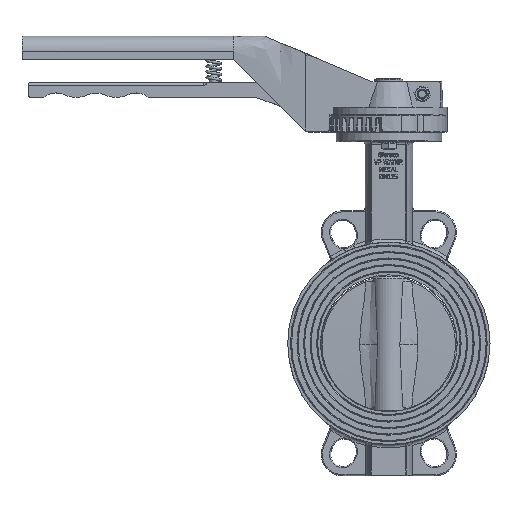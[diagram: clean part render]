
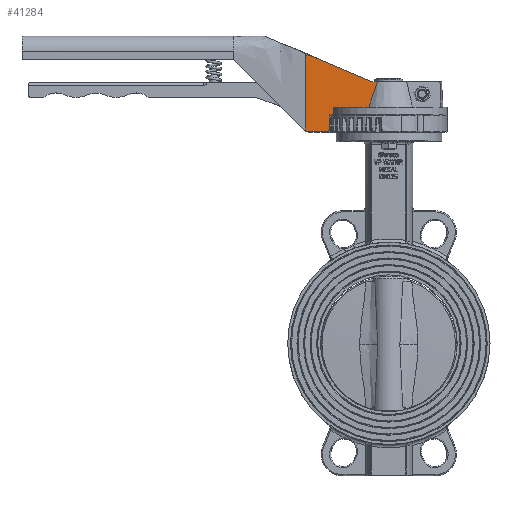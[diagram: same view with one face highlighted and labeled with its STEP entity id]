
A CAD part, top view. The second image highlights one B-rep face of the part: STEP entity #41284.
In plain terms, the highlighted planar face has unit normal (0, 0, 1).
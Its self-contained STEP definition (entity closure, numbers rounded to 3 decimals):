
#117=(
BOUNDED_CURVE()
B_SPLINE_CURVE(2,(#94222,#94223,#94224),.UNSPECIFIED.,.F.,.F.)
B_SPLINE_CURVE_WITH_KNOTS((3,3),(9.616,11.523),
 .UNSPECIFIED.)
CURVE()
GEOMETRIC_REPRESENTATION_ITEM()
RATIONAL_B_SPLINE_CURVE((1.266,1.207,1.116))
REPRESENTATION_ITEM('')
);
#3034=CIRCLE('',#45037,1.5);
#5424=FACE_OUTER_BOUND('',#7853,.T.);
#7853=EDGE_LOOP('',(#33487,#33488,#33489,#33490,#33491,#33492,#33493,#33494,
#33495,#33496,#33497));
#10324=LINE('',#92537,#13178);
#10463=LINE('',#94168,#13317);
#10466=LINE('',#94186,#13320);
#10470=LINE('',#94195,#13324);
#10479=LINE('',#94247,#13333);
#10480=LINE('',#94250,#13334);
#10481=LINE('',#94252,#13335);
#10482=LINE('',#94254,#13336);
#10483=LINE('',#94255,#13337);
#13178=VECTOR('',#53978,1000.);
#13317=VECTOR('',#54253,1000.);
#13320=VECTOR('',#54262,1000.);
#13324=VECTOR('',#54268,1000.);
#13333=VECTOR('',#54299,1000.);
#13334=VECTOR('',#54302,1000.);
#13335=VECTOR('',#54303,1000.);
#13336=VECTOR('',#54304,1000.);
#13337=VECTOR('',#54305,10.);
#17722=VERTEX_POINT('',#92526);
#17727=VERTEX_POINT('',#92535);
#17911=VERTEX_POINT('',#94165);
#17912=VERTEX_POINT('',#94167);
#17917=VERTEX_POINT('',#94192);
#17918=VERTEX_POINT('',#94194);
#17933=VERTEX_POINT('',#94245);
#17934=VERTEX_POINT('',#94246);
#17935=VERTEX_POINT('',#94248);
#17936=VERTEX_POINT('',#94251);
#17937=VERTEX_POINT('',#94253);
#23034=EDGE_CURVE('',#17722,#17727,#10324,.T.);
#23251=EDGE_CURVE('',#17912,#17911,#10463,.T.);
#23257=EDGE_CURVE('',#17911,#17722,#10466,.T.);
#23261=EDGE_CURVE('',#17918,#17917,#10470,.T.);
#23275=EDGE_CURVE('',#17918,#17727,#117,.T.);
#23281=EDGE_CURVE('',#17933,#17934,#10479,.T.);
#23282=EDGE_CURVE('',#17933,#17935,#3034,.T.);
#23283=EDGE_CURVE('',#17935,#17912,#10480,.T.);
#23284=EDGE_CURVE('',#17917,#17936,#10481,.T.);
#23285=EDGE_CURVE('',#17936,#17937,#10482,.T.);
#23286=EDGE_CURVE('',#17937,#17934,#10483,.T.);
#33487=ORIENTED_EDGE('',*,*,#23281,.F.);
#33488=ORIENTED_EDGE('',*,*,#23282,.T.);
#33489=ORIENTED_EDGE('',*,*,#23283,.T.);
#33490=ORIENTED_EDGE('',*,*,#23251,.T.);
#33491=ORIENTED_EDGE('',*,*,#23257,.T.);
#33492=ORIENTED_EDGE('',*,*,#23034,.T.);
#33493=ORIENTED_EDGE('',*,*,#23275,.F.);
#33494=ORIENTED_EDGE('',*,*,#23261,.T.);
#33495=ORIENTED_EDGE('',*,*,#23284,.T.);
#33496=ORIENTED_EDGE('',*,*,#23285,.T.);
#33497=ORIENTED_EDGE('',*,*,#23286,.T.);
#36884=PLANE('',#45036);
#41284=ADVANCED_FACE('',(#5424),#36884,.F.);
#45036=AXIS2_PLACEMENT_3D('',#94244,#54297,#54298);
#45037=AXIS2_PLACEMENT_3D('',#94249,#54300,#54301);
#53978=DIRECTION('',(1.,0.,0.));
#54253=DIRECTION('',(1.,0.,0.));
#54262=DIRECTION('',(0.,1.,0.));
#54268=DIRECTION('',(-1.,0.,0.));
#54297=DIRECTION('center_axis',(0.,0.,-1.));
#54298=DIRECTION('ref_axis',(0.,1.,0.));
#54299=DIRECTION('',(-1.,0.,0.));
#54300=DIRECTION('center_axis',(0.,0.,1.));
#54301=DIRECTION('ref_axis',(0.,1.,0.));
#54302=DIRECTION('',(0.,1.,0.));
#54303=DIRECTION('',(-0.921,0.391,0.));
#54304=DIRECTION('',(-1.,0.,0.));
#54305=DIRECTION('',(0.,-1.,0.));
#92526=CARTESIAN_POINT('',(-24.648,163.305,330.529));
#92535=CARTESIAN_POINT('',(6.842,163.305,330.529));
#92537=CARTESIAN_POINT('',(77.437,163.305,330.529));
#94165=CARTESIAN_POINT('',(-24.648,156.305,330.529));
#94167=CARTESIAN_POINT('',(-28.063,156.305,330.529));
#94168=CARTESIAN_POINT('',(24.937,156.305,330.529));
#94186=CARTESIAN_POINT('',(-24.648,185.594,330.529));
#94192=CARTESIAN_POINT('',(9.437,186.305,330.529));
#94194=CARTESIAN_POINT('',(14.816,186.305,330.529));
#94195=CARTESIAN_POINT('',(24.937,186.305,330.529));
#94222=CARTESIAN_POINT('Ctrl Pts',(14.816,186.305,330.529));
#94223=CARTESIAN_POINT('Ctrl Pts',(11.272,178.055,330.529));
#94224=CARTESIAN_POINT('Ctrl Pts',(6.842,163.305,330.529));
#94244=CARTESIAN_POINT('Origin',(24.937,210.055,330.529));
#94245=CARTESIAN_POINT('',(-29.563,141.805,330.529));
#94246=CARTESIAN_POINT('',(-50.063,141.805,330.529));
#94247=CARTESIAN_POINT('',(24.937,141.805,330.529));
#94248=CARTESIAN_POINT('',(-28.063,143.305,330.529));
#94249=CARTESIAN_POINT('Origin',(-29.563,143.305,330.529));
#94250=CARTESIAN_POINT('',(-28.063,210.055,330.529));
#94251=CARTESIAN_POINT('',(-46.514,210.055,330.529));
#94252=CARTESIAN_POINT('',(14.029,184.356,330.529));
#94253=CARTESIAN_POINT('',(-50.063,210.055,330.529));
#94254=CARTESIAN_POINT('',(24.937,210.055,330.529));
#94255=CARTESIAN_POINT('',(-50.063,210.055,330.529));
